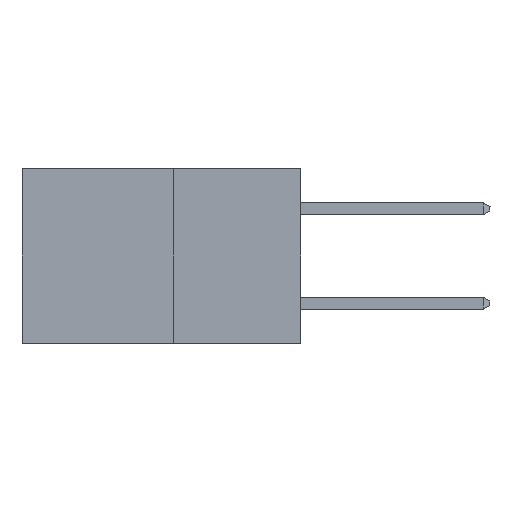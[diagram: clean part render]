
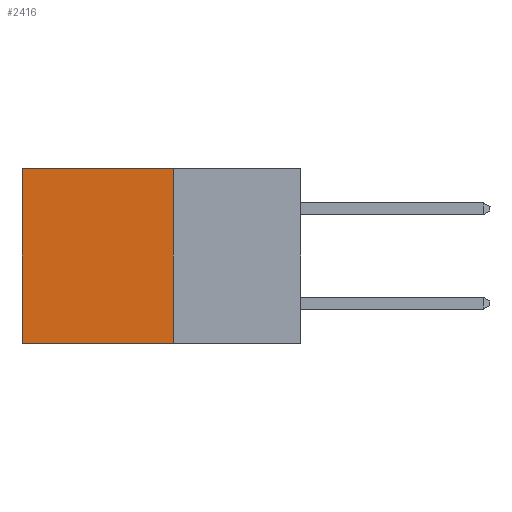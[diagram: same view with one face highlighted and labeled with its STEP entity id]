
A CAD part, left-side view. The second image highlights one B-rep face of the part: STEP entity #2416.
In plain terms, the highlighted planar face has unit normal (-1, 0, 0).
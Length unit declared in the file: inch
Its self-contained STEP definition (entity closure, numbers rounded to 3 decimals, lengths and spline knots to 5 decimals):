
#331 = CARTESIAN_POINT ( 'NONE',  ( 0.277, 0.27, 0. ) ) ;
#996 = VECTOR ( 'NONE', #2725, 39.37008 ) ;
#1087 = VECTOR ( 'NONE', #3687, 39.37008 ) ;
#1376 = FACE_OUTER_BOUND ( 'NONE', #8476, .T. ) ;
#1738 = DIRECTION ( 'NONE',  ( 0., 0., -1. ) ) ;
#1771 = DIRECTION ( 'NONE',  ( 1., 0., 0. ) ) ;
#1784 = CARTESIAN_POINT ( 'NONE',  ( 0.277, 0.27, -0.37 ) ) ;
#1822 = CARTESIAN_POINT ( 'NONE',  ( 0.277, 0.59, 0. ) ) ;
#1961 = AXIS2_PLACEMENT_3D ( 'NONE', #1784, #1771, #1738 ) ;
#2213 = DIRECTION ( 'NONE',  ( 0., 0., -1. ) ) ;
#2416 = ADVANCED_FACE ( 'NONE', ( #1376 ), #3353, .F. ) ;
#2725 = DIRECTION ( 'NONE',  ( 0., 1., 0. ) ) ;
#3101 = VERTEX_POINT ( 'NONE', #7455 ) ;
#3353 = PLANE ( 'NONE',  #1961 ) ;
#3489 = LINE ( 'NONE', #9792, #996 ) ;
#3598 = VECTOR ( 'NONE', #2213, 39.37008 ) ;
#3614 = ORIENTED_EDGE ( 'NONE', *, *, #4279, .F. ) ;
#3687 = DIRECTION ( 'NONE',  ( 0., 0., -1. ) ) ;
#4131 = EDGE_CURVE ( 'NONE', #9412, #8591, #7564, .T. ) ;
#4279 = EDGE_CURVE ( 'NONE', #5288, #3101, #3489, .T. ) ;
#4987 = EDGE_CURVE ( 'NONE', #9412, #5288, #9778, .T. ) ;
#5288 = VERTEX_POINT ( 'NONE', #9551 ) ;
#5839 = CARTESIAN_POINT ( 'NONE',  ( 0.277, 0.27, 0. ) ) ;
#6620 = DIRECTION ( 'NONE',  ( 0., 1., 0. ) ) ;
#6841 = CARTESIAN_POINT ( 'NONE',  ( 0.277, 0.59, -0.37 ) ) ;
#6875 = EDGE_CURVE ( 'NONE', #8591, #3101, #7741, .T. ) ;
#7327 = VECTOR ( 'NONE', #6620, 39.37008 ) ;
#7455 = CARTESIAN_POINT ( 'NONE',  ( 0.277, 0.59, -0.37 ) ) ;
#7564 = LINE ( 'NONE', #5839, #7327 ) ;
#7741 = LINE ( 'NONE', #6841, #1087 ) ;
#7789 = ORIENTED_EDGE ( 'NONE', *, *, #4131, .T. ) ;
#8476 = EDGE_LOOP ( 'NONE', ( #9454, #3614, #9788, #7789 ) ) ;
#8591 = VERTEX_POINT ( 'NONE', #1822 ) ;
#9382 = CARTESIAN_POINT ( 'NONE',  ( 0.277, 0.27, -0.37 ) ) ;
#9412 = VERTEX_POINT ( 'NONE', #331 ) ;
#9454 = ORIENTED_EDGE ( 'NONE', *, *, #6875, .T. ) ;
#9551 = CARTESIAN_POINT ( 'NONE',  ( 0.277, 0.27, -0.37 ) ) ;
#9778 = LINE ( 'NONE', #9382, #3598 ) ;
#9788 = ORIENTED_EDGE ( 'NONE', *, *, #4987, .F. ) ;
#9792 = CARTESIAN_POINT ( 'NONE',  ( 0.277, 0.27, -0.37 ) ) ;
